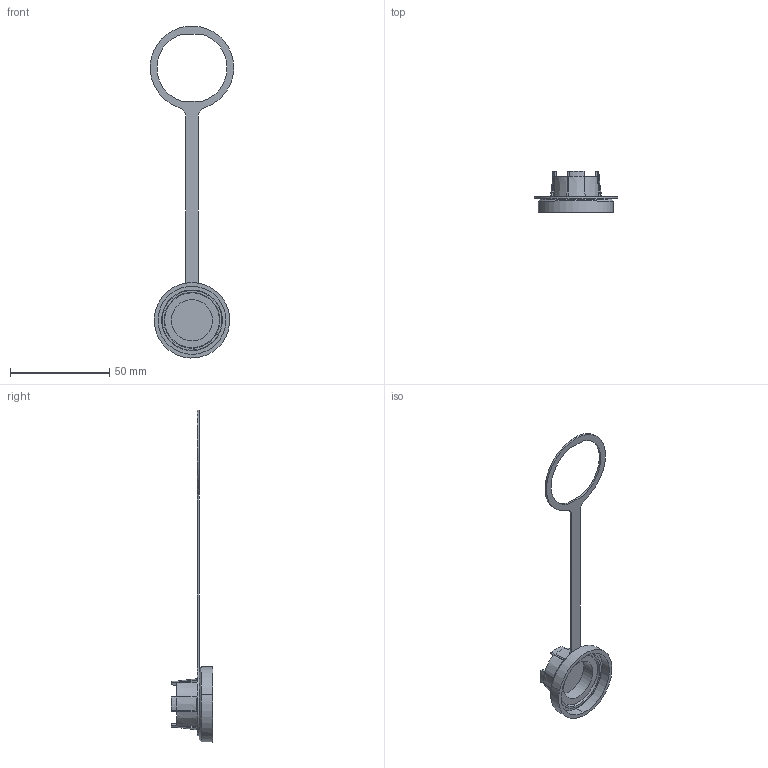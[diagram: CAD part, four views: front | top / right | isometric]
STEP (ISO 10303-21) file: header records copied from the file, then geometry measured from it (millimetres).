
FILE_DESCRIPTION(('STEP AP242'),'1');
FILE_NAME('px0711.stp','2023-05-17T17:58:47',('TraceParts'),('TraceParts S.A.'),'Spatial InterOp 3D',' ',' ');
FILE_SCHEMA(('AP242_MANAGED_MODEL_BASED_3D_ENGINEERING_MIM_LF {1 0 10303 442 1 1 4}'));
Length unit declared in the file: millimetre
Products named in the file (1): px0711
Bounding box: 41.9 x 20.62 x 166.96 mm (x, y, z)
Volume: 5616.4 mm3; surface area: 8110.3 mm2
Topology: 1 solids, 1 shells, 86 faces, 218 edges, 140 vertices
Faces by surface type: plane 42, cone 28, cylinder 16
Entity records: 3176 total; most frequent: DIRECTION 498, CARTESIAN_POINT 485, ORIENTED_EDGE 436, EDGE_CURVE 218, AXIS2_PLACEMENT_3D 201, VERTEX_POINT 140, CIRCLE 114, LINE 96
